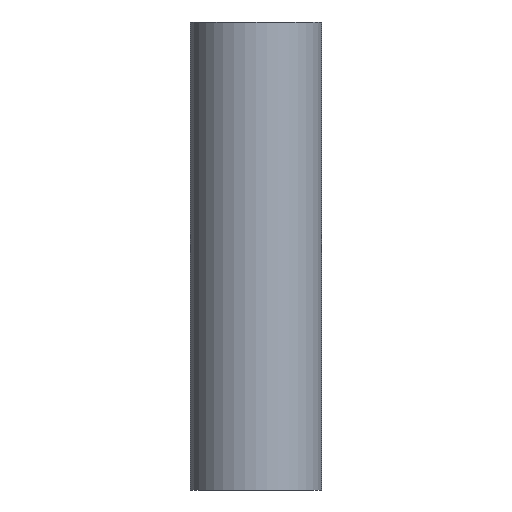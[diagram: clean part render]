
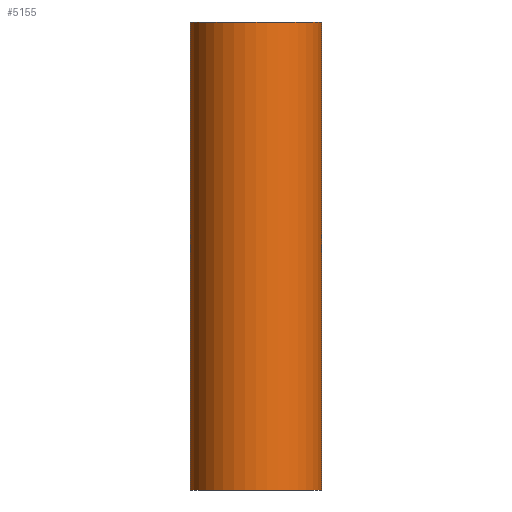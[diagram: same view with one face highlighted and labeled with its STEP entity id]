
A CAD part, front view. The second image highlights one B-rep face of the part: STEP entity #5155.
In plain terms, the highlighted cylindrical face has radius 14 mm (diameter 28 mm), a full revolution.
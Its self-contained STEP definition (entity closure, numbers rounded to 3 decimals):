
#73 = PLANE('',#74);
#74 = AXIS2_PLACEMENT_3D('',#75,#76,#77);
#75 = CARTESIAN_POINT('',(0.,0.,100.));
#76 = DIRECTION('',(0.,0.,1.));
#77 = DIRECTION('',(1.,0.,-0.));
#132 = PLANE('',#133);
#133 = AXIS2_PLACEMENT_3D('',#134,#135,#136);
#134 = CARTESIAN_POINT('',(0.,0.,0.));
#135 = DIRECTION('',(0.,0.,1.));
#136 = DIRECTION('',(1.,0.,-0.));
#5155 = ADVANCED_FACE('',(#5156),#5169,.T.);
#5156 = FACE_BOUND('',#5157,.T.);
#5157 = EDGE_LOOP('',(#5158,#5187,#5209,#5235));
#5158 = ORIENTED_EDGE('',*,*,#5159,.F.);
#5159 = EDGE_CURVE('',#5160,#5160,#5162,.T.);
#5160 = VERTEX_POINT('',#5161);
#5161 = CARTESIAN_POINT('',(14.,0.,100.));
#5162 = SURFACE_CURVE('',#5163,(#5168,#5180),.PCURVE_S1.);
#5163 = CIRCLE('',#5164,14.);
#5164 = AXIS2_PLACEMENT_3D('',#5165,#5166,#5167);
#5165 = CARTESIAN_POINT('',(0.,0.,100.));
#5166 = DIRECTION('',(0.,0.,1.));
#5167 = DIRECTION('',(-1.,0.,0.));
#5168 = PCURVE('',#5169,#5174);
#5169 = CYLINDRICAL_SURFACE('',#5170,14.);
#5170 = AXIS2_PLACEMENT_3D('',#5171,#5172,#5173);
#5171 = CARTESIAN_POINT('',(0.,0.,0.));
#5172 = DIRECTION('',(0.,0.,1.));
#5173 = DIRECTION('',(-1.,0.,0.));
#5174 = DEFINITIONAL_REPRESENTATION('',(#5175),#5179);
#5175 = LINE('',#5176,#5177);
#5176 = CARTESIAN_POINT('',(0.,100.));
#5177 = VECTOR('',#5178,1.);
#5178 = DIRECTION('',(1.,0.));
#5179 = ( GEOMETRIC_REPRESENTATION_CONTEXT(2) 
PARAMETRIC_REPRESENTATION_CONTEXT() REPRESENTATION_CONTEXT('2D SPACE',''
  ) );
#5180 = PCURVE('',#73,#5181);
#5181 = DEFINITIONAL_REPRESENTATION('',(#5182),#5186);
#5182 = CIRCLE('',#5183,14.);
#5183 = AXIS2_PLACEMENT_2D('',#5184,#5185);
#5184 = CARTESIAN_POINT('',(0.,0.));
#5185 = DIRECTION('',(-1.,0.));
#5186 = ( GEOMETRIC_REPRESENTATION_CONTEXT(2) 
PARAMETRIC_REPRESENTATION_CONTEXT() REPRESENTATION_CONTEXT('2D SPACE',''
  ) );
#5187 = ORIENTED_EDGE('',*,*,#5188,.F.);
#5188 = EDGE_CURVE('',#5189,#5160,#5191,.T.);
#5189 = VERTEX_POINT('',#5190);
#5190 = CARTESIAN_POINT('',(14.,0.,0.));
#5191 = SEAM_CURVE('',#5192,(#5195,#5202),.PCURVE_S1.);
#5192 = B_SPLINE_CURVE_WITH_KNOTS('',1,(#5193,#5194),.UNSPECIFIED.,.F.,
  .F.,(2,2),(0.,100.),.PIECEWISE_BEZIER_KNOTS.);
#5193 = CARTESIAN_POINT('',(14.,0.,0.));
#5194 = CARTESIAN_POINT('',(14.,0.,100.));
#5195 = PCURVE('',#5169,#5196);
#5196 = DEFINITIONAL_REPRESENTATION('',(#5197),#5201);
#5197 = LINE('',#5198,#5199);
#5198 = CARTESIAN_POINT('',(3.142,0.));
#5199 = VECTOR('',#5200,1.);
#5200 = DIRECTION('',(0.,1.));
#5201 = ( GEOMETRIC_REPRESENTATION_CONTEXT(2) 
PARAMETRIC_REPRESENTATION_CONTEXT() REPRESENTATION_CONTEXT('2D SPACE',''
  ) );
#5202 = PCURVE('',#5169,#5203);
#5203 = DEFINITIONAL_REPRESENTATION('',(#5204),#5208);
#5204 = LINE('',#5205,#5206);
#5205 = CARTESIAN_POINT('',(9.425,0.));
#5206 = VECTOR('',#5207,1.);
#5207 = DIRECTION('',(0.,1.));
#5208 = ( GEOMETRIC_REPRESENTATION_CONTEXT(2) 
PARAMETRIC_REPRESENTATION_CONTEXT() REPRESENTATION_CONTEXT('2D SPACE',''
  ) );
#5209 = ORIENTED_EDGE('',*,*,#5210,.F.);
#5210 = EDGE_CURVE('',#5189,#5189,#5211,.T.);
#5211 = SURFACE_CURVE('',#5212,(#5217,#5224),.PCURVE_S1.);
#5212 = CIRCLE('',#5213,14.);
#5213 = AXIS2_PLACEMENT_3D('',#5214,#5215,#5216);
#5214 = CARTESIAN_POINT('',(0.,0.,0.));
#5215 = DIRECTION('',(0.,0.,-1.));
#5216 = DIRECTION('',(-1.,0.,0.));
#5217 = PCURVE('',#5169,#5218);
#5218 = DEFINITIONAL_REPRESENTATION('',(#5219),#5223);
#5219 = LINE('',#5220,#5221);
#5220 = CARTESIAN_POINT('',(12.566,0.));
#5221 = VECTOR('',#5222,1.);
#5222 = DIRECTION('',(-1.,0.));
#5223 = ( GEOMETRIC_REPRESENTATION_CONTEXT(2) 
PARAMETRIC_REPRESENTATION_CONTEXT() REPRESENTATION_CONTEXT('2D SPACE',''
  ) );
#5224 = PCURVE('',#132,#5225);
#5225 = DEFINITIONAL_REPRESENTATION('',(#5226),#5234);
#5226 = ( BOUNDED_CURVE() B_SPLINE_CURVE(2,(#5227,#5228,#5229,#5230,
#5231,#5232,#5233),.UNSPECIFIED.,.T.,.F.) B_SPLINE_CURVE_WITH_KNOTS((1,2
    ,2,2,2,1),(-2.094,0.,2.094,4.189,
6.283,8.378),.UNSPECIFIED.) CURVE() 
GEOMETRIC_REPRESENTATION_ITEM() RATIONAL_B_SPLINE_CURVE((1.,0.5,1.,0.5,
1.,0.5,1.)) REPRESENTATION_ITEM('') );
#5227 = CARTESIAN_POINT('',(-14.,0.));
#5228 = CARTESIAN_POINT('',(-14.,24.249));
#5229 = CARTESIAN_POINT('',(7.,12.124));
#5230 = CARTESIAN_POINT('',(28.,0.));
#5231 = CARTESIAN_POINT('',(7.,-12.124));
#5232 = CARTESIAN_POINT('',(-14.,-24.249));
#5233 = CARTESIAN_POINT('',(-14.,0.));
#5234 = ( GEOMETRIC_REPRESENTATION_CONTEXT(2) 
PARAMETRIC_REPRESENTATION_CONTEXT() REPRESENTATION_CONTEXT('2D SPACE',''
  ) );
#5235 = ORIENTED_EDGE('',*,*,#5188,.T.);
